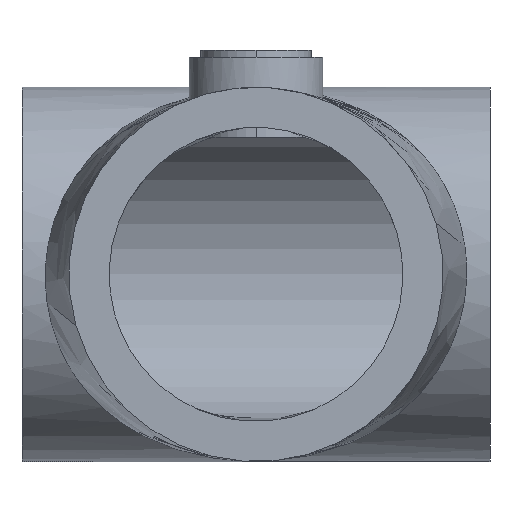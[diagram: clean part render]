
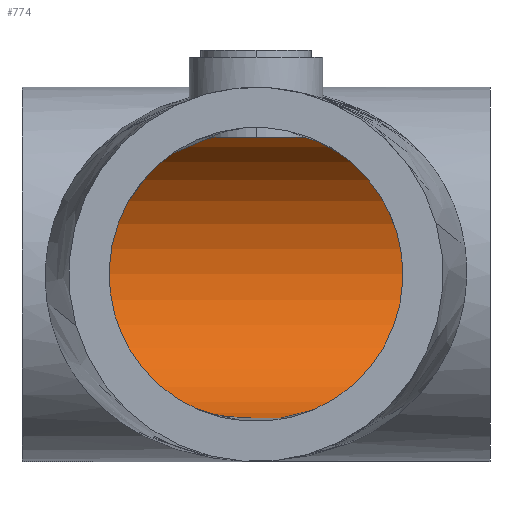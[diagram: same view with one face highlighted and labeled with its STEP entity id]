
A CAD part, front view. The second image highlights one B-rep face of the part: STEP entity #774.
In plain terms, the highlighted cylindrical face has radius 22 mm (diameter 44 mm), a partial arc.
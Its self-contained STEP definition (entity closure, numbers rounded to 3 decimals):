
#4 = CARTESIAN_POINT ( 'NONE',  ( -35., 60., -22. ) ) ;
#14 = CARTESIAN_POINT ( 'NONE',  ( 35., 60., -22. ) ) ;
#310 = CARTESIAN_POINT ( 'NONE',  ( 35., 60., 22. ) ) ;
#359 = EDGE_CURVE ( 'NONE', #2555, #2513, #1756, .T. ) ;
#369 = CARTESIAN_POINT ( 'NONE',  ( 35., 60., 0. ) ) ;
#372 = DIRECTION ( 'NONE',  ( -1., 0., 0. ) ) ;
#375 = DIRECTION ( 'NONE',  ( 0., 0., 1. ) ) ;
#383 = DIRECTION ( 'NONE',  ( -1., 0., 0. ) ) ;
#399 = CARTESIAN_POINT ( 'NONE',  ( -7.625, 60., 22. ) ) ;
#406 = EDGE_CURVE ( 'NONE', #2587, #2583, #1753, .T. ) ;
#446 = EDGE_CURVE ( 'NONE', #2308, #1926, #2043, .T. ) ;
#490 = DIRECTION ( 'NONE',  ( -1., 0., 0. ) ) ;
#551 = CARTESIAN_POINT ( 'NONE',  ( 35., 60., -22. ) ) ;
#774 = ADVANCED_FACE ( 'NONE', ( #1710 ), #1688, .F. ) ;
#884 = CARTESIAN_POINT ( 'NONE',  ( 35., 60., 22. ) ) ;
#1158 = CARTESIAN_POINT ( 'NONE',  ( 35., 60., 22. ) ) ;
#1201 = DIRECTION ( 'NONE',  ( -1., 0., 0. ) ) ;
#1261 = AXIS2_PLACEMENT_3D ( 'NONE', #369, #372, #375 ) ;
#1384 = VECTOR ( 'NONE', #383, 1000. ) ;
#1463 = VECTOR ( 'NONE', #1201, 1000. ) ;
#1468 = LINE ( 'NONE', #1158, #1463 ) ;
#1485 = LINE ( 'NONE', #310, #1384 ) ;
#1504 = EDGE_CURVE ( 'NONE', #2555, #2587, #1522, .T. ) ;
#1516 = VECTOR ( 'NONE', #490, 1000. ) ;
#1520 = AXIS2_PLACEMENT_3D ( 'NONE', #2121, #2118, #2117 ) ;
#1522 = LINE ( 'NONE', #551, #1516 ) ;
#1551 = AXIS2_PLACEMENT_3D ( 'NONE', #2135, #2130, #2127 ) ;
#1679 = EDGE_CURVE ( 'NONE', #2513, #1926, #1485, .T. ) ;
#1684 = EDGE_CURVE ( 'NONE', #2308, #2583, #1468, .T. ) ;
#1688 = CYLINDRICAL_SURFACE ( 'NONE', #1261, 22. ) ;
#1710 = FACE_OUTER_BOUND ( 'NONE', #2329, .T. ) ;
#1753 = CIRCLE ( 'NONE', #1520, 22. ) ;
#1756 = CIRCLE ( 'NONE', #1551, 22. ) ;
#1782 = CARTESIAN_POINT ( 'NONE',  ( 7.625, 60., 22. ) ) ;
#1783 = CARTESIAN_POINT ( 'NONE',  ( 7.625, 60.508, 22. ) ) ;
#1788 = CARTESIAN_POINT ( 'NONE',  ( 7.575, 61.007, 21.982 ) ) ;
#1789 = CARTESIAN_POINT ( 'NONE',  ( 7.428, 61.741, 21.932 ) ) ;
#1795 = CARTESIAN_POINT ( 'NONE',  ( 7.367, 61.983, 21.912 ) ) ;
#1796 = CARTESIAN_POINT ( 'NONE',  ( 7.22, 62.463, 21.863 ) ) ;
#1800 = CARTESIAN_POINT ( 'NONE',  ( 7.135, 62.702, 21.835 ) ) ;
#1801 = CARTESIAN_POINT ( 'NONE',  ( 6.846, 63.394, 21.742 ) ) ;
#1805 = CARTESIAN_POINT ( 'NONE',  ( 6.612, 63.83, 21.668 ) ) ;
#1809 = CARTESIAN_POINT ( 'NONE',  ( 6.061, 64.653, 21.506 ) ) ;
#1812 = CARTESIAN_POINT ( 'NONE',  ( 5.741, 65.043, 21.417 ) ) ;
#1813 = CARTESIAN_POINT ( 'NONE',  ( 5.042, 65.741, 21.241 ) ) ;
#1817 = CARTESIAN_POINT ( 'NONE',  ( 4.661, 66.055, 21.152 ) ) ;
#1822 = CARTESIAN_POINT ( 'NONE',  ( 4.04, 66.472, 21.027 ) ) ;
#1825 = CARTESIAN_POINT ( 'NONE',  ( 3.825, 66.601, 20.987 ) ) ;
#1830 = CARTESIAN_POINT ( 'NONE',  ( 3.386, 66.837, 20.911 ) ) ;
#1834 = CARTESIAN_POINT ( 'NONE',  ( 3.162, 66.943, 20.876 ) ) ;
#1840 = CARTESIAN_POINT ( 'NONE',  ( 2.703, 67.134, 20.811 ) ) ;
#1841 = CARTESIAN_POINT ( 'NONE',  ( 2.468, 67.219, 20.782 ) ) ;
#1849 = CARTESIAN_POINT ( 'NONE',  ( 1.988, 67.365, 20.731 ) ) ;
#1851 = CARTESIAN_POINT ( 'NONE',  ( 1.742, 67.428, 20.708 ) ) ;
#1853 = CARTESIAN_POINT ( 'NONE',  ( 1.002, 67.576, 20.655 ) ) ;
#1856 = CARTESIAN_POINT ( 'NONE',  ( 0.504, 67.625, 20.636 ) ) ;
#1860 = CARTESIAN_POINT ( 'NONE',  ( -0.25, 67.625, 20.636 ) ) ;
#1861 = CARTESIAN_POINT ( 'NONE',  ( -0.503, 67.613, 20.641 ) ) ;
#1865 = CARTESIAN_POINT ( 'NONE',  ( -1.007, 67.562, 20.659 ) ) ;
#1872 = CARTESIAN_POINT ( 'NONE',  ( -1.255, 67.525, 20.673 ) ) ;
#1873 = CARTESIAN_POINT ( 'NONE',  ( -1.99, 67.378, 20.726 ) ) ;
#1876 = CARTESIAN_POINT ( 'NONE',  ( -2.466, 67.233, 20.778 ) ) ;
#1880 = CARTESIAN_POINT ( 'NONE',  ( -3.16, 66.944, 20.876 ) ) ;
#1883 = CARTESIAN_POINT ( 'NONE',  ( -3.387, 66.836, 20.911 ) ) ;
#1885 = CARTESIAN_POINT ( 'NONE',  ( -3.826, 66.601, 20.987 ) ) ;
#1888 = CARTESIAN_POINT ( 'NONE',  ( -4.037, 66.473, 21.027 ) ) ;
#1889 = CARTESIAN_POINT ( 'NONE',  ( -4.448, 66.198, 21.109 ) ) ;
#1893 = CARTESIAN_POINT ( 'NONE',  ( -4.646, 66.051, 21.152 ) ) ;
#1897 = CARTESIAN_POINT ( 'NONE',  ( -5.028, 65.737, 21.239 ) ) ;
#1899 = CARTESIAN_POINT ( 'NONE',  ( -5.214, 65.57, 21.284 ) ) ;
#1902 = CARTESIAN_POINT ( 'NONE',  ( -5.742, 65.041, 21.418 ) ) ;
#1905 = CARTESIAN_POINT ( 'NONE',  ( -6.056, 64.66, 21.505 ) ) ;
#1907 = CARTESIAN_POINT ( 'NONE',  ( -6.608, 63.837, 21.667 ) ) ;
#1910 = CARTESIAN_POINT ( 'NONE',  ( -6.847, 63.391, 21.742 ) ) ;
#1911 = CARTESIAN_POINT ( 'NONE',  ( -7.231, 62.471, 21.866 ) ) ;
#1915 = CARTESIAN_POINT ( 'NONE',  ( -7.377, 61.994, 21.915 ) ) ;
#1918 = CARTESIAN_POINT ( 'NONE',  ( -7.526, 61.252, 21.966 ) ) ;
#1919 = CARTESIAN_POINT ( 'NONE',  ( -7.563, 61.001, 21.979 ) ) ;
#1922 = CARTESIAN_POINT ( 'NONE',  ( -7.625, 60., 22. ) ) ;
#1925 = CARTESIAN_POINT ( 'NONE',  ( -7.625, 60.25, 22. ) ) ;
#1926 = VERTEX_POINT ( 'NONE', #1946 ) ;
#1928 = CARTESIAN_POINT ( 'NONE',  ( -7.613, 60.5, 21.996 ) ) ;
#1946 = CARTESIAN_POINT ( 'NONE',  ( 7.625, 60., 22. ) ) ;
#2043 = B_SPLINE_CURVE_WITH_KNOTS ( 'NONE', 3,
 ( #1922, #1925, #1928, #1919, #1918, #1915, #1911, #1910, #1907, #1905, #1902, #1899, #1897, #1893, #1889, #1888, #1885, #1883, #1880, #1876, #1873, #1872, #1865, #1861, #1860, #1856, #1853, #1851, #1849, #1841, #1840, #1834, #1830, #1825, #1822, #1817, #1813, #1812, #1809, #1805, #1801, #1800, #1796, #1795, #1789, #1788, #1783, #1782 ),
 .UNSPECIFIED., .F., .F.,
 ( 4, 2, 2, 2, 2, 2, 2, 2, 2, 2, 2, 2, 2, 2, 2, 2, 2, 2, 2, 2, 2, 2, 2, 4 ),
 ( 0.024, 0.025, 0.026, 0.027, 0.029, 0.03, 0.031, 0.032, 0.032, 0.033, 0.035, 0.035, 0.036, 0.038, 0.038, 0.039, 0.04, 0.041, 0.042, 0.044, 0.045, 0.046, 0.047, 0.048 ),
 .UNSPECIFIED. ) ;
#2117 = DIRECTION ( 'NONE',  ( 0., 0., -1. ) ) ;
#2118 = DIRECTION ( 'NONE',  ( 1., 0., 0. ) ) ;
#2121 = CARTESIAN_POINT ( 'NONE',  ( -35., 60., 0. ) ) ;
#2127 = DIRECTION ( 'NONE',  ( 0., 0., -1. ) ) ;
#2130 = DIRECTION ( 'NONE',  ( 1., 0., 0. ) ) ;
#2135 = CARTESIAN_POINT ( 'NONE',  ( 35., 60., 0. ) ) ;
#2232 = CARTESIAN_POINT ( 'NONE',  ( -35., 60., 22. ) ) ;
#2308 = VERTEX_POINT ( 'NONE', #399 ) ;
#2326 = ORIENTED_EDGE ( 'NONE', *, *, #1684, .T. ) ;
#2329 = EDGE_LOOP ( 'NONE', ( #2407, #2414, #2520, #2531, #2326, #2476 ) ) ;
#2407 = ORIENTED_EDGE ( 'NONE', *, *, #1504, .F. ) ;
#2414 = ORIENTED_EDGE ( 'NONE', *, *, #359, .T. ) ;
#2476 = ORIENTED_EDGE ( 'NONE', *, *, #406, .F. ) ;
#2513 = VERTEX_POINT ( 'NONE', #884 ) ;
#2520 = ORIENTED_EDGE ( 'NONE', *, *, #1679, .T. ) ;
#2531 = ORIENTED_EDGE ( 'NONE', *, *, #446, .F. ) ;
#2555 = VERTEX_POINT ( 'NONE', #14 ) ;
#2583 = VERTEX_POINT ( 'NONE', #2232 ) ;
#2587 = VERTEX_POINT ( 'NONE', #4 ) ;
